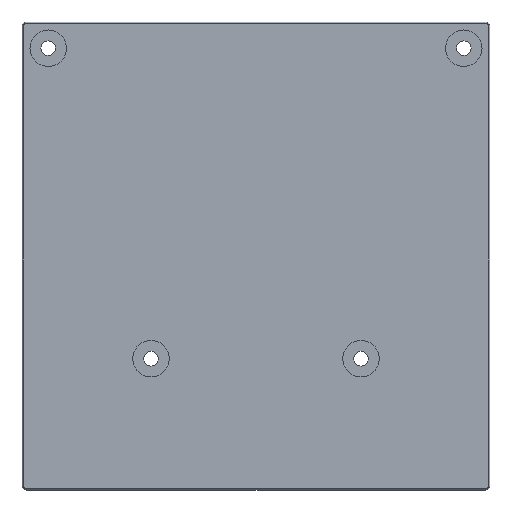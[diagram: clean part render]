
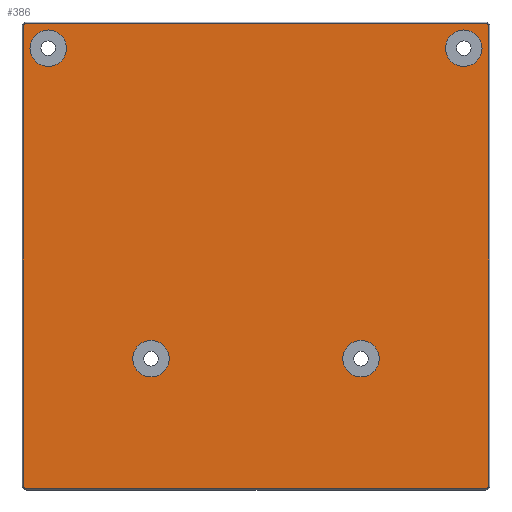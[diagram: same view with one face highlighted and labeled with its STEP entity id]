
A CAD part, top view. The second image highlights one B-rep face of the part: STEP entity #386.
In plain terms, the highlighted planar face has unit normal (0, 0, 1).
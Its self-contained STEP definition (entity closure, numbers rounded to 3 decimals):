
#126 = VERTEX_POINT('',#127);
#127 = CARTESIAN_POINT('',(-50.25,-51.45,0.));
#133 = EDGE_CURVE('',#126,#134,#136,.T.);
#134 = VERTEX_POINT('',#135);
#135 = CARTESIAN_POINT('',(50.25,-51.45,0.));
#136 = LINE('',#137,#138);
#137 = CARTESIAN_POINT('',(-50.25,-51.45,0.));
#138 = VECTOR('',#139,1.);
#139 = DIRECTION('',(1.,0.,0.));
#246 = VERTEX_POINT('',#247);
#247 = CARTESIAN_POINT('',(-50.95,-50.75,0.));
#253 = EDGE_CURVE('',#246,#126,#254,.T.);
#254 = CIRCLE('',#255,0.7);
#255 = AXIS2_PLACEMENT_3D('',#256,#257,#258);
#256 = CARTESIAN_POINT('',(-50.25,-50.75,0.));
#257 = DIRECTION('',(0.,0.,1.));
#258 = DIRECTION('',(-1.,0.,0.));
#386 = ADVANCED_FACE('',(#387,#440,#451,#462,#473),#484,.T.);
#387 = FACE_BOUND('',#388,.T.);
#388 = EDGE_LOOP('',(#389,#400,#406,#407,#408,#417,#425,#434));
#389 = ORIENTED_EDGE('',*,*,#390,.T.);
#390 = EDGE_CURVE('',#391,#393,#395,.T.);
#391 = VERTEX_POINT('',#392);
#392 = CARTESIAN_POINT('',(-50.25,50.45,0.));
#393 = VERTEX_POINT('',#394);
#394 = CARTESIAN_POINT('',(-50.95,49.75,0.));
#395 = CIRCLE('',#396,0.7);
#396 = AXIS2_PLACEMENT_3D('',#397,#398,#399);
#397 = CARTESIAN_POINT('',(-50.25,49.75,0.));
#398 = DIRECTION('',(0.,-0.,1.));
#399 = DIRECTION('',(0.,1.,0.));
#400 = ORIENTED_EDGE('',*,*,#401,.T.);
#401 = EDGE_CURVE('',#393,#246,#402,.T.);
#402 = LINE('',#403,#404);
#403 = CARTESIAN_POINT('',(-50.95,49.75,0.));
#404 = VECTOR('',#405,1.);
#405 = DIRECTION('',(0.,-1.,0.));
#406 = ORIENTED_EDGE('',*,*,#253,.T.);
#407 = ORIENTED_EDGE('',*,*,#133,.T.);
#408 = ORIENTED_EDGE('',*,*,#409,.T.);
#409 = EDGE_CURVE('',#134,#410,#412,.T.);
#410 = VERTEX_POINT('',#411);
#411 = CARTESIAN_POINT('',(50.95,-50.75,0.));
#412 = CIRCLE('',#413,0.7);
#413 = AXIS2_PLACEMENT_3D('',#414,#415,#416);
#414 = CARTESIAN_POINT('',(50.25,-50.75,0.));
#415 = DIRECTION('',(-0.,0.,1.));
#416 = DIRECTION('',(0.,-1.,0.));
#417 = ORIENTED_EDGE('',*,*,#418,.T.);
#418 = EDGE_CURVE('',#410,#419,#421,.T.);
#419 = VERTEX_POINT('',#420);
#420 = CARTESIAN_POINT('',(50.95,49.75,0.));
#421 = LINE('',#422,#423);
#422 = CARTESIAN_POINT('',(50.95,-50.75,0.));
#423 = VECTOR('',#424,1.);
#424 = DIRECTION('',(0.,1.,0.));
#425 = ORIENTED_EDGE('',*,*,#426,.T.);
#426 = EDGE_CURVE('',#419,#427,#429,.T.);
#427 = VERTEX_POINT('',#428);
#428 = CARTESIAN_POINT('',(50.25,50.45,0.));
#429 = CIRCLE('',#430,0.7);
#430 = AXIS2_PLACEMENT_3D('',#431,#432,#433);
#431 = CARTESIAN_POINT('',(50.25,49.75,0.));
#432 = DIRECTION('',(0.,0.,1.));
#433 = DIRECTION('',(1.,0.,0.));
#434 = ORIENTED_EDGE('',*,*,#435,.T.);
#435 = EDGE_CURVE('',#427,#391,#436,.T.);
#436 = LINE('',#437,#438);
#437 = CARTESIAN_POINT('',(50.25,50.45,0.));
#438 = VECTOR('',#439,1.);
#439 = DIRECTION('',(-1.,0.,0.));
#440 = FACE_BOUND('',#441,.T.);
#441 = EDGE_LOOP('',(#442));
#442 = ORIENTED_EDGE('',*,*,#443,.F.);
#443 = EDGE_CURVE('',#444,#444,#446,.T.);
#444 = VERTEX_POINT('',#445);
#445 = CARTESIAN_POINT('',(-19.,-23.,0.));
#446 = CIRCLE('',#447,4.);
#447 = AXIS2_PLACEMENT_3D('',#448,#449,#450);
#448 = CARTESIAN_POINT('',(-23.,-23.,0.));
#449 = DIRECTION('',(0.,0.,1.));
#450 = DIRECTION('',(1.,0.,0.));
#451 = FACE_BOUND('',#452,.T.);
#452 = EDGE_LOOP('',(#453));
#453 = ORIENTED_EDGE('',*,*,#454,.F.);
#454 = EDGE_CURVE('',#455,#455,#457,.T.);
#455 = VERTEX_POINT('',#456);
#456 = CARTESIAN_POINT('',(27.,-23.,0.));
#457 = CIRCLE('',#458,4.);
#458 = AXIS2_PLACEMENT_3D('',#459,#460,#461);
#459 = CARTESIAN_POINT('',(23.,-23.,0.));
#460 = DIRECTION('',(0.,0.,1.));
#461 = DIRECTION('',(1.,0.,0.));
#462 = FACE_BOUND('',#463,.T.);
#463 = EDGE_LOOP('',(#464));
#464 = ORIENTED_EDGE('',*,*,#465,.F.);
#465 = EDGE_CURVE('',#466,#466,#468,.T.);
#466 = VERTEX_POINT('',#467);
#467 = CARTESIAN_POINT('',(-41.5,45.,0.));
#468 = CIRCLE('',#469,4.);
#469 = AXIS2_PLACEMENT_3D('',#470,#471,#472);
#470 = CARTESIAN_POINT('',(-45.5,45.,0.));
#471 = DIRECTION('',(0.,0.,1.));
#472 = DIRECTION('',(1.,0.,0.));
#473 = FACE_BOUND('',#474,.T.);
#474 = EDGE_LOOP('',(#475));
#475 = ORIENTED_EDGE('',*,*,#476,.F.);
#476 = EDGE_CURVE('',#477,#477,#479,.T.);
#477 = VERTEX_POINT('',#478);
#478 = CARTESIAN_POINT('',(49.5,45.,0.));
#479 = CIRCLE('',#480,4.);
#480 = AXIS2_PLACEMENT_3D('',#481,#482,#483);
#481 = CARTESIAN_POINT('',(45.5,45.,0.));
#482 = DIRECTION('',(0.,0.,1.));
#483 = DIRECTION('',(1.,0.,0.));
#484 = PLANE('',#485);
#485 = AXIS2_PLACEMENT_3D('',#486,#487,#488);
#486 = CARTESIAN_POINT('',(0.,-0.5,0.));
#487 = DIRECTION('',(0.,0.,1.));
#488 = DIRECTION('',(1.,0.,0.));
